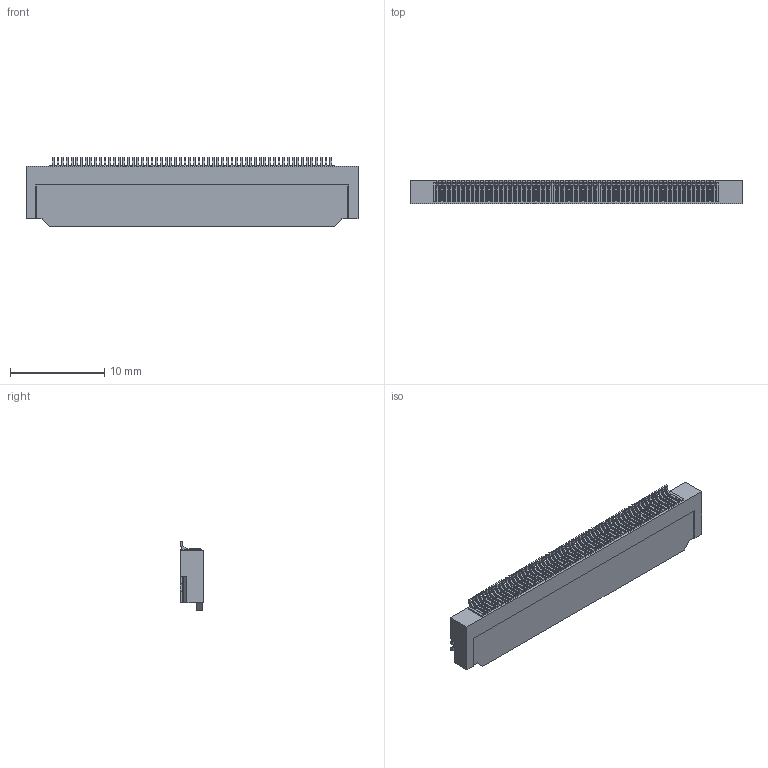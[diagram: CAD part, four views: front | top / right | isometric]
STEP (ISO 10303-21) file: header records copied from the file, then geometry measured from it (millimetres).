
FILE_DESCRIPTION(('CoCreate Modeling STEP Export'),'2;1');
FILE_NAME('0.5-18E-60.stp','2016-12-02T15:12:41',(''),(''),'CoCreate Modeling STEP processor for AP214 (Solid Model)','CoCreate Modeling 17.0 01-Apr-2010 (C) Parametric Technology GmbH','');
FILE_SCHEMA(('AUTOMOTIVE_DESIGN { 1 0 10303 214 1 1 1 1 }'));
Length unit declared in the file: millimetre
Products named in the file (2): 0.5-18E-60
Assembly tree (1 placements, depth 2):
  0.5-18E-60
    0.5-18E-60
Bounding box: 35.3 x 2.52 x 7.43 mm (x, y, z)
Volume: 449.3 mm3; surface area: 1040.7 mm2
Topology: 1 solids, 1 shells, 1410 faces, 3848 edges, 2564 vertices
Faces by surface type: plane 1032, cylinder 378
Entity records: 44611 total; most frequent: CARTESIAN_POINT 7763, ORIENTED_EDGE 7696, DIRECTION 7325, EDGE_CURVE 3848, VECTOR 3073, LINE 3073, VERTEX_POINT 2564, AXIS2_PLACEMENT_3D 2126
